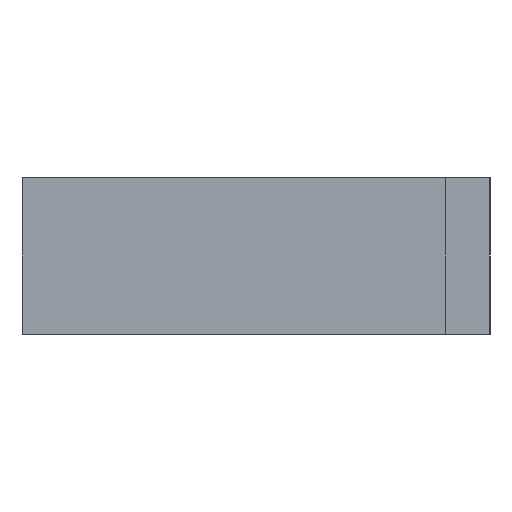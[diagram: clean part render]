
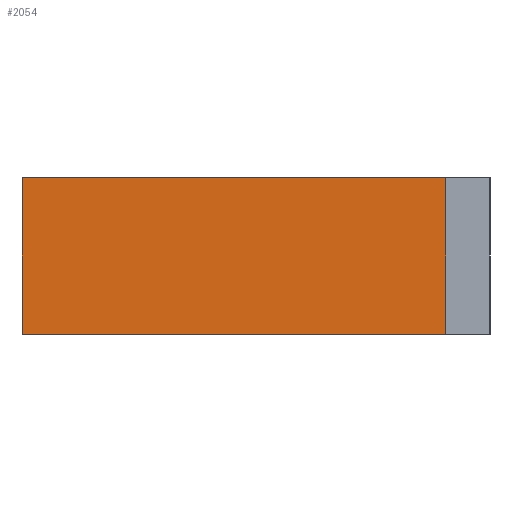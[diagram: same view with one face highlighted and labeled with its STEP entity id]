
A CAD part, left-side view. The second image highlights one B-rep face of the part: STEP entity #2054.
In plain terms, the highlighted planar face has unit normal (-1, 0, 0).
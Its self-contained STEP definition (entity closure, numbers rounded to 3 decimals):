
#118=FACE_OUTER_BOUND('',#218,.T.);
#218=EDGE_LOOP('',(#1671,#1672,#1673,#1674));
#239=LINE('',#2687,#527);
#512=LINE('',#3232,#800);
#513=LINE('',#3234,#801);
#514=LINE('',#3235,#802);
#527=VECTOR('',#2196,10.);
#800=VECTOR('',#2649,10.);
#801=VECTOR('',#2652,10.);
#802=VECTOR('',#2653,10.);
#811=VERTEX_POINT('',#2685);
#812=VERTEX_POINT('',#2686);
#993=VERTEX_POINT('',#3228);
#994=VERTEX_POINT('',#3230);
#1007=EDGE_CURVE('',#811,#812,#239,.T.);
#1280=EDGE_CURVE('',#993,#994,#512,.T.);
#1281=EDGE_CURVE('',#811,#993,#513,.T.);
#1282=EDGE_CURVE('',#812,#994,#514,.T.);
#1671=ORIENTED_EDGE('',*,*,#1281,.T.);
#1672=ORIENTED_EDGE('',*,*,#1280,.T.);
#1673=ORIENTED_EDGE('',*,*,#1282,.F.);
#1674=ORIENTED_EDGE('',*,*,#1007,.F.);
#1955=PLANE('',#2167);
#2054=ADVANCED_FACE('',(#118),#1955,.T.);
#2167=AXIS2_PLACEMENT_3D('',#3233,#2650,#2651);
#2196=DIRECTION('',(0.,0.,-1.));
#2649=DIRECTION('',(0.,0.,-1.));
#2650=DIRECTION('center_axis',(-1.,0.,0.));
#2651=DIRECTION('ref_axis',(0.,1.,0.));
#2652=DIRECTION('',(0.,1.,0.));
#2653=DIRECTION('',(0.,1.,0.));
#2685=CARTESIAN_POINT('',(-172.,33.,282.));
#2686=CARTESIAN_POINT('',(-172.,33.,155.));
#2687=CARTESIAN_POINT('',(-172.,33.,282.));
#3228=CARTESIAN_POINT('',(-172.,377.,282.));
#3230=CARTESIAN_POINT('',(-172.,377.,155.));
#3232=CARTESIAN_POINT('',(-172.,377.,282.));
#3233=CARTESIAN_POINT('Origin',(-172.,33.,282.));
#3234=CARTESIAN_POINT('',(-172.,33.,282.));
#3235=CARTESIAN_POINT('',(-172.,33.,155.));
